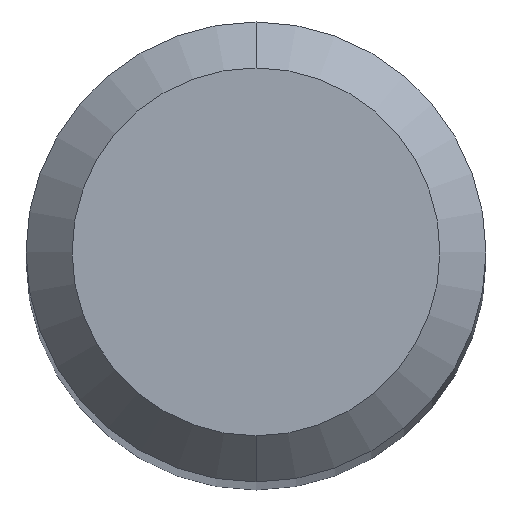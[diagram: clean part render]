
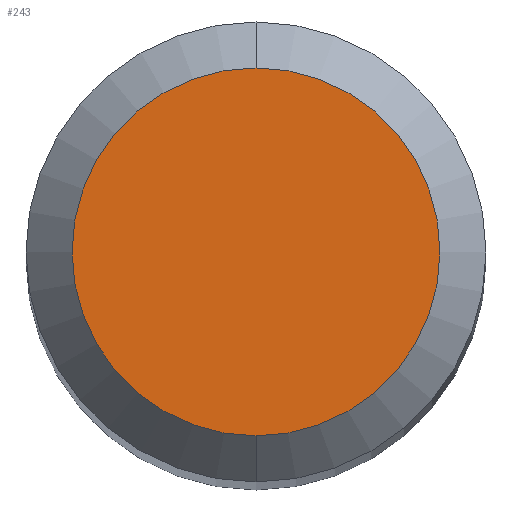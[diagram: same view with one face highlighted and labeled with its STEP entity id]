
A CAD part, top view. The second image highlights one B-rep face of the part: STEP entity #243.
In plain terms, the highlighted planar face has unit normal (0, 0, 1).
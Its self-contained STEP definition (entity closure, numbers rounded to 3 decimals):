
#243=ADVANCED_FACE('',(#552),#553,.T.);
#249=VERTEX_POINT('',#560);
#269=EDGE_CURVE('',#249,#369,#582,.T.);
#369=VERTEX_POINT('',#693);
#381=EDGE_CURVE('',#369,#249,#706,.T.);
#552=FACE_OUTER_BOUND('',#928,.T.);
#553=PLANE('',#929);
#560=CARTESIAN_POINT('',(0.0,1.2,0.0));
#582=CIRCLE('',#1000,1.2);
#693=CARTESIAN_POINT('',(0.,-1.2,0.0));
#706=CIRCLE('',#1206,1.2);
#928=EDGE_LOOP('',(#1490,#1491));
#929=AXIS2_PLACEMENT_3D('',#1492,#1493,#1494);
#1000=AXIS2_PLACEMENT_3D('',#1527,#1528,#1529);
#1206=AXIS2_PLACEMENT_3D('',#1665,#1666,#1667);
#1490=ORIENTED_EDGE('',*,*,#269,.F.);
#1491=ORIENTED_EDGE('',*,*,#381,.F.);
#1492=CARTESIAN_POINT('',(0.0,0.6,0.0));
#1493=DIRECTION('',(-0.0,0.0,1.0));
#1494=DIRECTION('',(0.0,-1.0,0.0));
#1527=CARTESIAN_POINT('',(0.0,0.0,0.0));
#1528=DIRECTION('',(0.0,0.0,-1.0));
#1529=DIRECTION('',(0.0,1.0,0.0));
#1665=CARTESIAN_POINT('',(0.0,0.0,0.0));
#1666=DIRECTION('',(0.0,0.0,-1.0));
#1667=DIRECTION('',(0.0,1.0,0.0));
